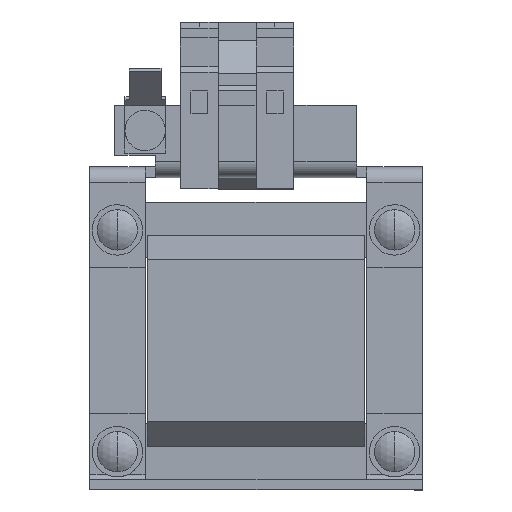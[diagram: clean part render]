
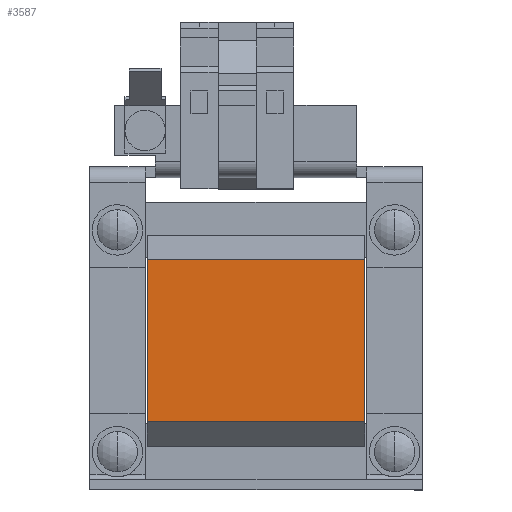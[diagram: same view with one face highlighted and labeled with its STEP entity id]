
A CAD part, top view. The second image highlights one B-rep face of the part: STEP entity #3587.
In plain terms, the highlighted planar face has unit normal (0, 0, 1).
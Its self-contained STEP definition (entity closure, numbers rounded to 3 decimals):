
#36 = VECTOR ( 'NONE', #8495, 1000. ) ;
#92 = CARTESIAN_POINT ( 'NONE',  ( 21.625, 16.1, 30.2 ) ) ;
#314 = VERTEX_POINT ( 'NONE', #8128 ) ;
#576 = CARTESIAN_POINT ( 'NONE',  ( 21.625, -16.1, 30.2 ) ) ;
#781 = CARTESIAN_POINT ( 'NONE',  ( -21.625, -16.1, 30.2 ) ) ;
#843 = CARTESIAN_POINT ( 'NONE',  ( -21.625, 16.1, 30.2 ) ) ;
#1078 = VERTEX_POINT ( 'NONE', #4607 ) ;
#1214 = VECTOR ( 'NONE', #7645, 1000. ) ;
#1622 = CARTESIAN_POINT ( 'NONE',  ( -21.625, -16.1, 30.2 ) ) ;
#2167 = DIRECTION ( 'NONE',  ( 1., 0., 0. ) ) ;
#2450 = EDGE_CURVE ( 'NONE', #1078, #9751, #11068, .T. ) ;
#3132 = CARTESIAN_POINT ( 'NONE',  ( -21.625, 16.1, 30.2 ) ) ;
#3587 = ADVANCED_FACE ( 'NONE', ( #8762 ), #4778, .F. ) ;
#3833 = EDGE_CURVE ( 'NONE', #1078, #314, #5783, .T. ) ;
#3881 = EDGE_CURVE ( 'NONE', #314, #9654, #6315, .T. ) ;
#3920 = EDGE_CURVE ( 'NONE', #9751, #9654, #10892, .T. ) ;
#4435 = VECTOR ( 'NONE', #2167, 1000. ) ;
#4607 = CARTESIAN_POINT ( 'NONE',  ( -21.625, -16.1, 30.2 ) ) ;
#4778 = PLANE ( 'NONE',  #10443 ) ;
#5729 = EDGE_LOOP ( 'NONE', ( #10010, #6429, #7442, #9376 ) ) ;
#5783 = LINE ( 'NONE', #1622, #1214 ) ;
#6315 = LINE ( 'NONE', #576, #6853 ) ;
#6429 = ORIENTED_EDGE ( 'NONE', *, *, #3920, .F. ) ;
#6446 = DIRECTION ( 'NONE',  ( 0., 1., 0. ) ) ;
#6853 = VECTOR ( 'NONE', #6446, 1000. ) ;
#7264 = DIRECTION ( 'NONE',  ( 1., 0., 0. ) ) ;
#7442 = ORIENTED_EDGE ( 'NONE', *, *, #2450, .F. ) ;
#7645 = DIRECTION ( 'NONE',  ( 1., 0., 0. ) ) ;
#8128 = CARTESIAN_POINT ( 'NONE',  ( 21.625, -16.1, 30.2 ) ) ;
#8205 = DIRECTION ( 'NONE',  ( 0., 0., -1. ) ) ;
#8495 = DIRECTION ( 'NONE',  ( 0., 1., 0. ) ) ;
#8762 = FACE_OUTER_BOUND ( 'NONE', #5729, .T. ) ;
#9376 = ORIENTED_EDGE ( 'NONE', *, *, #3833, .T. ) ;
#9654 = VERTEX_POINT ( 'NONE', #92 ) ;
#9751 = VERTEX_POINT ( 'NONE', #843 ) ;
#10010 = ORIENTED_EDGE ( 'NONE', *, *, #3881, .T. ) ;
#10443 = AXIS2_PLACEMENT_3D ( 'NONE', #10871, #8205, #7264 ) ;
#10871 = CARTESIAN_POINT ( 'NONE',  ( -21.625, -16.1, 30.2 ) ) ;
#10892 = LINE ( 'NONE', #3132, #4435 ) ;
#11068 = LINE ( 'NONE', #781, #36 ) ;
